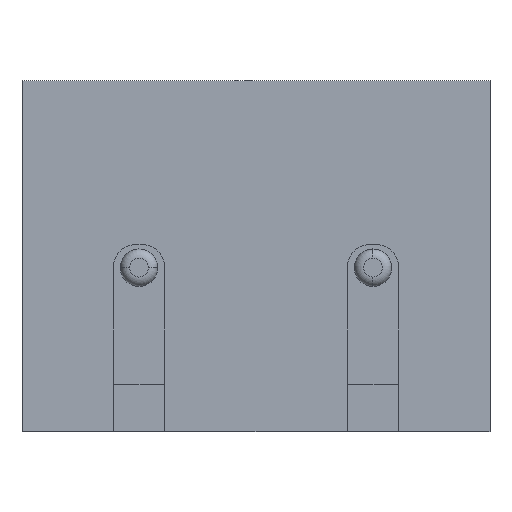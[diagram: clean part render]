
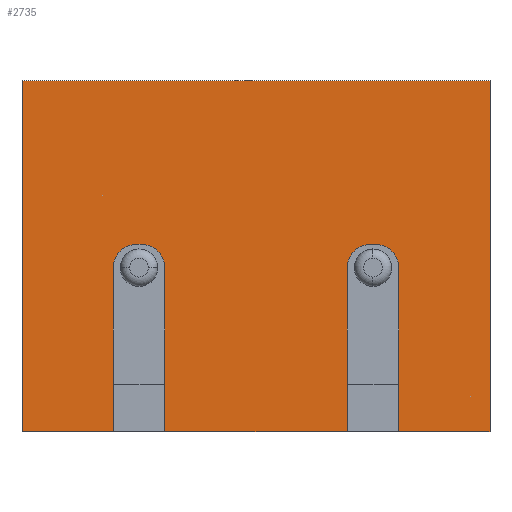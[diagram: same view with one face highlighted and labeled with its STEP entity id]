
A CAD part, front view. The second image highlights one B-rep face of the part: STEP entity #2735.
In plain terms, the highlighted planar face has unit normal (0, -1, 0).
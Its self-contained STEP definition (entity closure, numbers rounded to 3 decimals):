
#60 = CARTESIAN_POINT ( 'NONE',  ( 10., 0., 0. ) ) ;
#67 = LINE ( 'NONE', #2605, #2240 ) ;
#101 = EDGE_CURVE ( 'NONE', #3341, #794, #2756, .T. ) ;
#105 = VERTEX_POINT ( 'NONE', #1061 ) ;
#119 = DIRECTION ( 'NONE',  ( 0., 0., -1. ) ) ;
#126 = CARTESIAN_POINT ( 'NONE',  ( 7.45, 0., -3.5 ) ) ;
#161 = LINE ( 'NONE', #1889, #2280 ) ;
#184 = VECTOR ( 'NONE', #2264, 1000. ) ;
#187 = DIRECTION ( 'NONE',  ( 0., -1., 0. ) ) ;
#270 = CARTESIAN_POINT ( 'NONE',  ( 7.55, 0., -4. ) ) ;
#273 = EDGE_CURVE ( 'NONE', #2775, #3180, #638, .T. ) ;
#275 = ORIENTED_EDGE ( 'NONE', *, *, #2407, .F. ) ;
#276 = LINE ( 'NONE', #1378, #1071 ) ;
#279 = AXIS2_PLACEMENT_3D ( 'NONE', #2843, #380, #3436 ) ;
#287 = EDGE_CURVE ( 'NONE', #2846, #1159, #2246, .T. ) ;
#295 = CARTESIAN_POINT ( 'NONE',  ( 8.05, 0., -4. ) ) ;
#362 = ORIENTED_EDGE ( 'NONE', *, *, #1259, .T. ) ;
#380 = DIRECTION ( 'NONE',  ( 0., 1., 0. ) ) ;
#403 = ORIENTED_EDGE ( 'NONE', *, *, #3252, .F. ) ;
#515 = CIRCLE ( 'NONE', #2530, 0.5 ) ;
#617 = DIRECTION ( 'NONE',  ( -1., 0., 0. ) ) ;
#627 = FACE_OUTER_BOUND ( 'NONE', #1337, .T. ) ;
#630 = ORIENTED_EDGE ( 'NONE', *, *, #2016, .F. ) ;
#638 = LINE ( 'NONE', #60, #184 ) ;
#678 = CARTESIAN_POINT ( 'NONE',  ( 10., 0., 0. ) ) ;
#683 = LINE ( 'NONE', #2887, #3137 ) ;
#685 = CARTESIAN_POINT ( 'NONE',  ( 8.05, 0., -7.5 ) ) ;
#701 = VERTEX_POINT ( 'NONE', #126 ) ;
#750 = DIRECTION ( 'NONE',  ( 0., 0., -1. ) ) ;
#764 = DIRECTION ( 'NONE',  ( 0., 0., 1. ) ) ;
#786 = EDGE_CURVE ( 'NONE', #2994, #1519, #2447, .T. ) ;
#794 = VERTEX_POINT ( 'NONE', #807 ) ;
#807 = CARTESIAN_POINT ( 'NONE',  ( 3.05, 0., -4. ) ) ;
#842 = DIRECTION ( 'NONE',  ( 0., -1., 0. ) ) ;
#869 = CARTESIAN_POINT ( 'NONE',  ( 0., 0., -3.5 ) ) ;
#873 = VECTOR ( 'NONE', #3394, 1000. ) ;
#905 = LINE ( 'NONE', #2806, #3476 ) ;
#1061 = CARTESIAN_POINT ( 'NONE',  ( 0., 0., -7.5 ) ) ;
#1071 = VECTOR ( 'NONE', #3499, 1000. ) ;
#1131 = EDGE_CURVE ( 'NONE', #1159, #2869, #2448, .T. ) ;
#1146 = ORIENTED_EDGE ( 'NONE', *, *, #287, .F. ) ;
#1158 = CARTESIAN_POINT ( 'NONE',  ( 10., 0., -7.5 ) ) ;
#1159 = VERTEX_POINT ( 'NONE', #3116 ) ;
#1212 = CIRCLE ( 'NONE', #2874, 0.5 ) ;
#1256 = VECTOR ( 'NONE', #617, 1000. ) ;
#1259 = EDGE_CURVE ( 'NONE', #2775, #2223, #905, .T. ) ;
#1275 = CARTESIAN_POINT ( 'NONE',  ( 10., 0., -7.5 ) ) ;
#1315 = DIRECTION ( 'NONE',  ( 0., -1., 0. ) ) ;
#1337 = EDGE_LOOP ( 'NONE', ( #1862, #1874, #3037, #630, #1973, #362, #2482, #275, #2253, #2643, #1146, #1950, #3397, #1405, #2811, #403 ) ) ;
#1346 = VERTEX_POINT ( 'NONE', #685 ) ;
#1354 = DIRECTION ( 'NONE',  ( 1., 0., 0. ) ) ;
#1378 = CARTESIAN_POINT ( 'NONE',  ( 8.05, 0., 0. ) ) ;
#1405 = ORIENTED_EDGE ( 'NONE', *, *, #1741, .F. ) ;
#1426 = VERTEX_POINT ( 'NONE', #3280 ) ;
#1427 = DIRECTION ( 'NONE',  ( 0., 0., -1. ) ) ;
#1433 = EDGE_CURVE ( 'NONE', #1346, #2994, #276, .T. ) ;
#1519 = VERTEX_POINT ( 'NONE', #2498 ) ;
#1544 = EDGE_CURVE ( 'NONE', #2677, #2292, #1703, .T. ) ;
#1609 = CARTESIAN_POINT ( 'NONE',  ( 2.55, 0., -4. ) ) ;
#1703 = LINE ( 'NONE', #2803, #2905 ) ;
#1733 = PLANE ( 'NONE',  #279 ) ;
#1736 = LINE ( 'NONE', #1978, #1256 ) ;
#1741 = EDGE_CURVE ( 'NONE', #2292, #3341, #1886, .T. ) ;
#1823 = VECTOR ( 'NONE', #2074, 1000. ) ;
#1824 = DIRECTION ( 'NONE',  ( 0., 0., 1. ) ) ;
#1862 = ORIENTED_EDGE ( 'NONE', *, *, #2191, .F. ) ;
#1874 = ORIENTED_EDGE ( 'NONE', *, *, #786, .F. ) ;
#1886 = LINE ( 'NONE', #3567, #2112 ) ;
#1889 = CARTESIAN_POINT ( 'NONE',  ( 0., 0., 0. ) ) ;
#1950 = ORIENTED_EDGE ( 'NONE', *, *, #2891, .F. ) ;
#1973 = ORIENTED_EDGE ( 'NONE', *, *, #273, .F. ) ;
#1978 = CARTESIAN_POINT ( 'NONE',  ( 10., 0., -7.5 ) ) ;
#2016 = EDGE_CURVE ( 'NONE', #3180, #1346, #2668, .T. ) ;
#2074 = DIRECTION ( 'NONE',  ( -1., 0., 0. ) ) ;
#2102 = AXIS2_PLACEMENT_3D ( 'NONE', #270, #2197, #1354 ) ;
#2112 = VECTOR ( 'NONE', #2199, 1000. ) ;
#2191 = EDGE_CURVE ( 'NONE', #1519, #701, #683, .T. ) ;
#2197 = DIRECTION ( 'NONE',  ( 0., -1., 0. ) ) ;
#2199 = DIRECTION ( 'NONE',  ( -1., 0., 0. ) ) ;
#2200 = EDGE_CURVE ( 'NONE', #105, #2223, #161, .T. ) ;
#2223 = VERTEX_POINT ( 'NONE', #2663 ) ;
#2240 = VECTOR ( 'NONE', #119, 1000. ) ;
#2246 = LINE ( 'NONE', #869, #873 ) ;
#2253 = ORIENTED_EDGE ( 'NONE', *, *, #3051, .F. ) ;
#2264 = DIRECTION ( 'NONE',  ( 0., 0., -1. ) ) ;
#2280 = VECTOR ( 'NONE', #3241, 1000. ) ;
#2292 = VERTEX_POINT ( 'NONE', #2531 ) ;
#2316 = VECTOR ( 'NONE', #764, 1000. ) ;
#2329 = AXIS2_PLACEMENT_3D ( 'NONE', #3283, #842, #3028 ) ;
#2362 = CARTESIAN_POINT ( 'NONE',  ( 7.45, 0., -4. ) ) ;
#2385 = CARTESIAN_POINT ( 'NONE',  ( 2.55, 0., -3.5 ) ) ;
#2400 = CARTESIAN_POINT ( 'NONE',  ( 1.95, 0., -4. ) ) ;
#2407 = EDGE_CURVE ( 'NONE', #1426, #105, #1736, .T. ) ;
#2447 = CIRCLE ( 'NONE', #2102, 0.5 ) ;
#2448 = CIRCLE ( 'NONE', #2329, 0.5 ) ;
#2482 = ORIENTED_EDGE ( 'NONE', *, *, #2200, .F. ) ;
#2488 = CARTESIAN_POINT ( 'NONE',  ( 3.05, 0., 0. ) ) ;
#2498 = CARTESIAN_POINT ( 'NONE',  ( 7.55, 0., -3.5 ) ) ;
#2530 = AXIS2_PLACEMENT_3D ( 'NONE', #1609, #1315, #750 ) ;
#2531 = CARTESIAN_POINT ( 'NONE',  ( 6.95, 0., -7.5 ) ) ;
#2605 = CARTESIAN_POINT ( 'NONE',  ( 1.95, 0., 0. ) ) ;
#2630 = DIRECTION ( 'NONE',  ( -1., 0., 0. ) ) ;
#2643 = ORIENTED_EDGE ( 'NONE', *, *, #1131, .F. ) ;
#2663 = CARTESIAN_POINT ( 'NONE',  ( 0., 0., 0. ) ) ;
#2668 = LINE ( 'NONE', #1275, #1823 ) ;
#2677 = VERTEX_POINT ( 'NONE', #3039 ) ;
#2735 = ADVANCED_FACE ( 'NONE', ( #627 ), #1733, .F. ) ;
#2756 = LINE ( 'NONE', #2488, #2316 ) ;
#2775 = VERTEX_POINT ( 'NONE', #678 ) ;
#2803 = CARTESIAN_POINT ( 'NONE',  ( 6.95, 0., 0. ) ) ;
#2806 = CARTESIAN_POINT ( 'NONE',  ( 10., 0., 0. ) ) ;
#2811 = ORIENTED_EDGE ( 'NONE', *, *, #1544, .F. ) ;
#2843 = CARTESIAN_POINT ( 'NONE',  ( 10., 0., 0. ) ) ;
#2846 = VERTEX_POINT ( 'NONE', #2385 ) ;
#2869 = VERTEX_POINT ( 'NONE', #2400 ) ;
#2874 = AXIS2_PLACEMENT_3D ( 'NONE', #2362, #187, #1824 ) ;
#2887 = CARTESIAN_POINT ( 'NONE',  ( 10., 0., -3.5 ) ) ;
#2891 = EDGE_CURVE ( 'NONE', #794, #2846, #515, .T. ) ;
#2905 = VECTOR ( 'NONE', #1427, 1000. ) ;
#2994 = VERTEX_POINT ( 'NONE', #295 ) ;
#3028 = DIRECTION ( 'NONE',  ( -1., 0., 0. ) ) ;
#3037 = ORIENTED_EDGE ( 'NONE', *, *, #1433, .F. ) ;
#3039 = CARTESIAN_POINT ( 'NONE',  ( 6.95, 0., -4. ) ) ;
#3051 = EDGE_CURVE ( 'NONE', #2869, #1426, #67, .T. ) ;
#3101 = DIRECTION ( 'NONE',  ( -1., 0., 0. ) ) ;
#3116 = CARTESIAN_POINT ( 'NONE',  ( 2.45, 0., -3.5 ) ) ;
#3137 = VECTOR ( 'NONE', #2630, 1000. ) ;
#3180 = VERTEX_POINT ( 'NONE', #1158 ) ;
#3241 = DIRECTION ( 'NONE',  ( 0., 0., 1. ) ) ;
#3252 = EDGE_CURVE ( 'NONE', #701, #2677, #1212, .T. ) ;
#3280 = CARTESIAN_POINT ( 'NONE',  ( 1.95, 0., -7.5 ) ) ;
#3283 = CARTESIAN_POINT ( 'NONE',  ( 2.45, 0., -4. ) ) ;
#3302 = CARTESIAN_POINT ( 'NONE',  ( 3.05, 0., -7.5 ) ) ;
#3341 = VERTEX_POINT ( 'NONE', #3302 ) ;
#3394 = DIRECTION ( 'NONE',  ( -1., 0., 0. ) ) ;
#3397 = ORIENTED_EDGE ( 'NONE', *, *, #101, .F. ) ;
#3436 = DIRECTION ( 'NONE',  ( 0., 0., 1. ) ) ;
#3476 = VECTOR ( 'NONE', #3101, 1000. ) ;
#3499 = DIRECTION ( 'NONE',  ( 0., 0., 1. ) ) ;
#3567 = CARTESIAN_POINT ( 'NONE',  ( 10., 0., -7.5 ) ) ;
